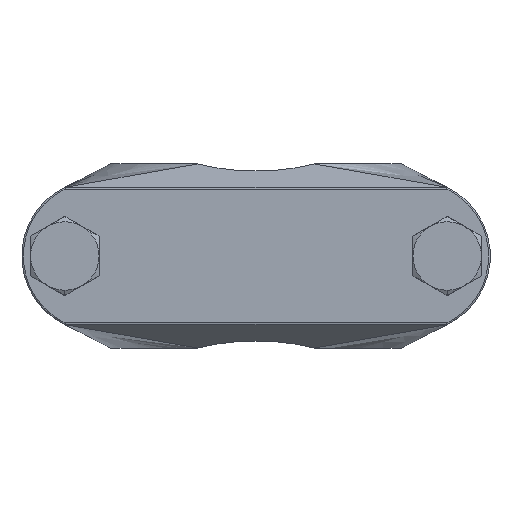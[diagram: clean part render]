
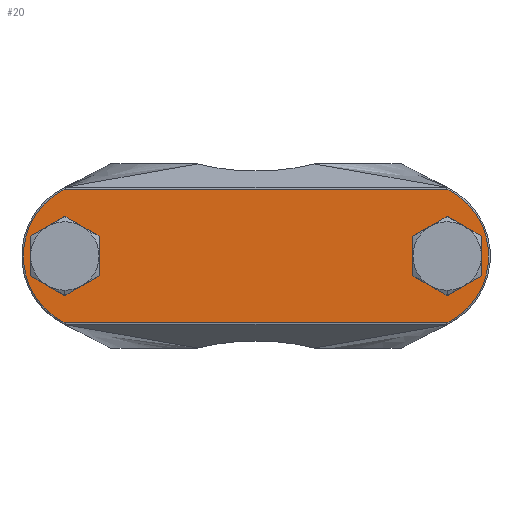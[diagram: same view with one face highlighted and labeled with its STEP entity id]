
A CAD part, front view. The second image highlights one B-rep face of the part: STEP entity #20.
In plain terms, the highlighted planar face has unit normal (0, -1, 0).
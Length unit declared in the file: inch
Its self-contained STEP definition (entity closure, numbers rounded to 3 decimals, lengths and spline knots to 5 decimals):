
#5 = VERTEX_POINT ( 'NONE', #830 ) ;
#7 = CARTESIAN_POINT ( 'NONE',  ( -1.43875, -0.677, -0.1263 ) ) ;
#20 = ADVANCED_FACE ( 'NONE', ( #1371, #2257, #1117 ), #1789, .T. ) ;
#25 = EDGE_CURVE ( 'NONE', #490, #942, #258, .T. ) ;
#30 = ORIENTED_EDGE ( 'NONE', *, *, #910, .F. ) ;
#42 = DIRECTION ( 'NONE',  ( 0., 0., -1. ) ) ;
#84 = VECTOR ( 'NONE', #1899, 39.37008 ) ;
#98 = CARTESIAN_POINT ( 'NONE',  ( -1.00949, -0.677, 0. ) ) ;
#160 = VECTOR ( 'NONE', #1851, 39.37008 ) ;
#192 = VECTOR ( 'NONE', #958, 39.37008 ) ;
#240 = CARTESIAN_POINT ( 'NONE',  ( 1.43875, -0.677, 0.1263 ) ) ;
#255 = ORIENTED_EDGE ( 'NONE', *, *, #757, .F. ) ;
#257 = VERTEX_POINT ( 'NONE', #924 ) ;
#258 = LINE ( 'NONE', #2391, #1768 ) ;
#295 = CARTESIAN_POINT ( 'NONE',  ( 1.22, -0.677, 0.25259 ) ) ;
#315 = VECTOR ( 'NONE', #1945, 39.37008 ) ;
#345 = ORIENTED_EDGE ( 'NONE', *, *, #1191, .F. ) ;
#349 = CARTESIAN_POINT ( 'NONE',  ( 1.22, -0.677, -0.25259 ) ) ;
#366 = DIRECTION ( 'NONE',  ( 0.866, 0., -0.5 ) ) ;
#411 = ORIENTED_EDGE ( 'NONE', *, *, #1763, .F. ) ;
#413 = VECTOR ( 'NONE', #1657, 39.37008 ) ;
#436 = EDGE_CURVE ( 'NONE', #2527, #5, #444, .T. ) ;
#444 = LINE ( 'NONE', #2548, #315 ) ;
#469 = CARTESIAN_POINT ( 'NONE',  ( 1.22, -0.677, -0.25259 ) ) ;
#482 = CARTESIAN_POINT ( 'NONE',  ( 1.22, -0.677, 0.25259 ) ) ;
#490 = VERTEX_POINT ( 'NONE', #1411 ) ;
#498 = DIRECTION ( 'NONE',  ( 0., 0., -1. ) ) ;
#581 = ORIENTED_EDGE ( 'NONE', *, *, #2423, .F. ) ;
#616 = VECTOR ( 'NONE', #638, 39.37008 ) ;
#625 = ORIENTED_EDGE ( 'NONE', *, *, #2195, .F. ) ;
#638 = DIRECTION ( 'NONE',  ( -0.866, 0., 0.5 ) ) ;
#652 = DIRECTION ( 'NONE',  ( 0.866, 0., -0.5 ) ) ;
#689 = CARTESIAN_POINT ( 'NONE',  ( -1.22, -0.677, 0.25259 ) ) ;
#698 = EDGE_CURVE ( 'NONE', #5, #2129, #1963, .T. ) ;
#719 = VERTEX_POINT ( 'NONE', #1858 ) ;
#757 = EDGE_CURVE ( 'NONE', #1864, #1818, #1764, .T. ) ;
#787 = EDGE_CURVE ( 'NONE', #257, #2527, #1618, .T. ) ;
#830 = CARTESIAN_POINT ( 'NONE',  ( -1.21771, -0.677, 0.4275 ) ) ;
#867 = ORIENTED_EDGE ( 'NONE', *, *, #1919, .F. ) ;
#910 = EDGE_CURVE ( 'NONE', #1818, #2376, #2409, .T. ) ;
#923 = DIRECTION ( 'NONE',  ( 0., 0., 1. ) ) ;
#924 = CARTESIAN_POINT ( 'NONE',  ( 1.21771, -0.677, -0.4275 ) ) ;
#942 = VERTEX_POINT ( 'NONE', #7 ) ;
#947 = VECTOR ( 'NONE', #2262, 39.37008 ) ;
#958 = DIRECTION ( 'NONE',  ( 0., 0., 1. ) ) ;
#992 = DIRECTION ( 'NONE',  ( 0., 0., -1. ) ) ;
#1000 = CARTESIAN_POINT ( 'NONE',  ( 1.43875, -0.677, 0.1263 ) ) ;
#1006 = CARTESIAN_POINT ( 'NONE',  ( 1.00125, -0.677, 0.1263 ) ) ;
#1025 = VERTEX_POINT ( 'NONE', #2348 ) ;
#1039 = ORIENTED_EDGE ( 'NONE', *, *, #2027, .F. ) ;
#1082 = EDGE_CURVE ( 'NONE', #2376, #1307, #2338, .T. ) ;
#1104 = LINE ( 'NONE', #2237, #1263 ) ;
#1109 = ORIENTED_EDGE ( 'NONE', *, *, #436, .T. ) ;
#1115 = VERTEX_POINT ( 'NONE', #2013 ) ;
#1117 = FACE_BOUND ( 'NONE', #1584, .T. ) ;
#1144 = CARTESIAN_POINT ( 'NONE',  ( 1.22, -0.677, -0.4275 ) ) ;
#1147 = CARTESIAN_POINT ( 'NONE',  ( -1.00125, -0.677, -0.1263 ) ) ;
#1191 = EDGE_CURVE ( 'NONE', #1369, #2500, #2532, .T. ) ;
#1201 = CARTESIAN_POINT ( 'NONE',  ( -1.00125, -0.677, 0.1263 ) ) ;
#1261 = LINE ( 'NONE', #1144, #84 ) ;
#1263 = VECTOR ( 'NONE', #652, 39.37008 ) ;
#1300 = DIRECTION ( 'NONE',  ( 0., -1., 0. ) ) ;
#1307 = VERTEX_POINT ( 'NONE', #482 ) ;
#1342 = VECTOR ( 'NONE', #1405, 39.37008 ) ;
#1359 = CARTESIAN_POINT ( 'NONE',  ( 1.43875, -0.677, -0.1263 ) ) ;
#1363 = ORIENTED_EDGE ( 'NONE', *, *, #1508, .T. ) ;
#1369 = VERTEX_POINT ( 'NONE', #2263 ) ;
#1371 = FACE_OUTER_BOUND ( 'NONE', #1731, .T. ) ;
#1405 = DIRECTION ( 'NONE',  ( -0.866, 0., 0.5 ) ) ;
#1411 = CARTESIAN_POINT ( 'NONE',  ( -1.43875, -0.677, 0.1263 ) ) ;
#1416 = CARTESIAN_POINT ( 'NONE',  ( 1.00125, -0.677, 0.1263 ) ) ;
#1503 = EDGE_CURVE ( 'NONE', #942, #1369, #1954, .T. ) ;
#1508 = EDGE_CURVE ( 'NONE', #2129, #257, #1261, .T. ) ;
#1535 = ORIENTED_EDGE ( 'NONE', *, *, #25, .F. ) ;
#1584 = EDGE_LOOP ( 'NONE', ( #581, #1713, #411, #345, #2465, #1535 ) ) ;
#1590 = DIRECTION ( 'NONE',  ( 0., -1., 0. ) ) ;
#1618 = CIRCLE ( 'NONE', #2540, 0.47551 ) ;
#1657 = DIRECTION ( 'NONE',  ( 0.866, 0., 0.5 ) ) ;
#1665 = VECTOR ( 'NONE', #42, 39.37008 ) ;
#1678 = DIRECTION ( 'NONE',  ( 0., -1., 0. ) ) ;
#1713 = ORIENTED_EDGE ( 'NONE', *, *, #1967, .F. ) ;
#1722 = CARTESIAN_POINT ( 'NONE',  ( 1.00949, -0.677, 0. ) ) ;
#1723 = CARTESIAN_POINT ( 'NONE',  ( -1.43875, -0.677, -0.1263 ) ) ;
#1731 = EDGE_LOOP ( 'NONE', ( #1109, #1847, #1363, #2306 ) ) ;
#1748 = CARTESIAN_POINT ( 'NONE',  ( -1.00125, -0.677, -0.1263 ) ) ;
#1763 = EDGE_CURVE ( 'NONE', #2500, #1025, #2359, .T. ) ;
#1764 = LINE ( 'NONE', #469, #413 ) ;
#1768 = VECTOR ( 'NONE', #992, 39.37008 ) ;
#1789 = PLANE ( 'NONE',  #1961 ) ;
#1816 = EDGE_LOOP ( 'NONE', ( #625, #2508, #30, #255, #1039, #867 ) ) ;
#1818 = VERTEX_POINT ( 'NONE', #2103 ) ;
#1847 = ORIENTED_EDGE ( 'NONE', *, *, #698, .T. ) ;
#1851 = DIRECTION ( 'NONE',  ( 0.866, 0., 0.5 ) ) ;
#1852 = CARTESIAN_POINT ( 'NONE',  ( -1.21771, -0.677, -0.4275 ) ) ;
#1858 = CARTESIAN_POINT ( 'NONE',  ( -1.22, -0.677, 0.25259 ) ) ;
#1864 = VERTEX_POINT ( 'NONE', #349 ) ;
#1884 = DIRECTION ( 'NONE',  ( -0.866, 0., -0.5 ) ) ;
#1899 = DIRECTION ( 'NONE',  ( 1., 0., 0. ) ) ;
#1919 = EDGE_CURVE ( 'NONE', #1943, #1115, #2182, .T. ) ;
#1943 = VERTEX_POINT ( 'NONE', #1006 ) ;
#1945 = DIRECTION ( 'NONE',  ( -1., 0., 0. ) ) ;
#1954 = LINE ( 'NONE', #1723, #2241 ) ;
#1961 = AXIS2_PLACEMENT_3D ( 'NONE', #2184, #1590, #1982 ) ;
#1963 = CIRCLE ( 'NONE', #2143, 0.47551 ) ;
#1967 = EDGE_CURVE ( 'NONE', #1025, #719, #2460, .T. ) ;
#1982 = DIRECTION ( 'NONE',  ( 0., 0., -1. ) ) ;
#2013 = CARTESIAN_POINT ( 'NONE',  ( 1.00125, -0.677, -0.1263 ) ) ;
#2027 = EDGE_CURVE ( 'NONE', #1115, #1864, #1104, .T. ) ;
#2051 = CARTESIAN_POINT ( 'NONE',  ( -1.22, -0.677, -0.25259 ) ) ;
#2054 = VECTOR ( 'NONE', #923, 39.37008 ) ;
#2103 = CARTESIAN_POINT ( 'NONE',  ( 1.43875, -0.677, -0.1263 ) ) ;
#2129 = VERTEX_POINT ( 'NONE', #1852 ) ;
#2143 = AXIS2_PLACEMENT_3D ( 'NONE', #98, #1678, #498 ) ;
#2182 = LINE ( 'NONE', #1416, #1665 ) ;
#2184 = CARTESIAN_POINT ( 'NONE',  ( -1.00949, -0.677, 0. ) ) ;
#2195 = EDGE_CURVE ( 'NONE', #1307, #1943, #2244, .T. ) ;
#2237 = CARTESIAN_POINT ( 'NONE',  ( 1.00125, -0.677, -0.1263 ) ) ;
#2241 = VECTOR ( 'NONE', #366, 39.37008 ) ;
#2244 = LINE ( 'NONE', #295, #2363 ) ;
#2257 = FACE_BOUND ( 'NONE', #1816, .T. ) ;
#2262 = DIRECTION ( 'NONE',  ( -0.866, 0., -0.5 ) ) ;
#2263 = CARTESIAN_POINT ( 'NONE',  ( -1.22, -0.677, -0.25259 ) ) ;
#2299 = CARTESIAN_POINT ( 'NONE',  ( 1.21771, -0.677, 0.4275 ) ) ;
#2306 = ORIENTED_EDGE ( 'NONE', *, *, #787, .T. ) ;
#2338 = LINE ( 'NONE', #240, #1342 ) ;
#2348 = CARTESIAN_POINT ( 'NONE',  ( -1.00125, -0.677, 0.1263 ) ) ;
#2359 = LINE ( 'NONE', #1147, #2054 ) ;
#2363 = VECTOR ( 'NONE', #1884, 39.37008 ) ;
#2376 = VERTEX_POINT ( 'NONE', #1000 ) ;
#2391 = CARTESIAN_POINT ( 'NONE',  ( -1.43875, -0.677, 0.1263 ) ) ;
#2392 = LINE ( 'NONE', #689, #947 ) ;
#2409 = LINE ( 'NONE', #1359, #192 ) ;
#2423 = EDGE_CURVE ( 'NONE', #719, #490, #2392, .T. ) ;
#2460 = LINE ( 'NONE', #1201, #616 ) ;
#2465 = ORIENTED_EDGE ( 'NONE', *, *, #1503, .F. ) ;
#2490 = DIRECTION ( 'NONE',  ( 0., 0., -1. ) ) ;
#2500 = VERTEX_POINT ( 'NONE', #1748 ) ;
#2508 = ORIENTED_EDGE ( 'NONE', *, *, #1082, .F. ) ;
#2527 = VERTEX_POINT ( 'NONE', #2299 ) ;
#2532 = LINE ( 'NONE', #2051, #160 ) ;
#2540 = AXIS2_PLACEMENT_3D ( 'NONE', #1722, #1300, #2490 ) ;
#2548 = CARTESIAN_POINT ( 'NONE',  ( -1.22, -0.677, 0.4275 ) ) ;
